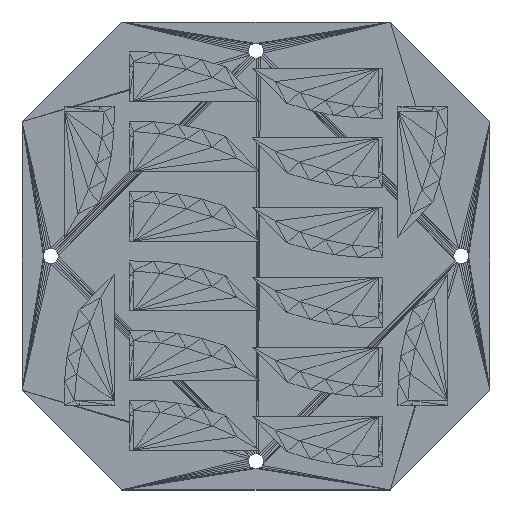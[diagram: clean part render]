
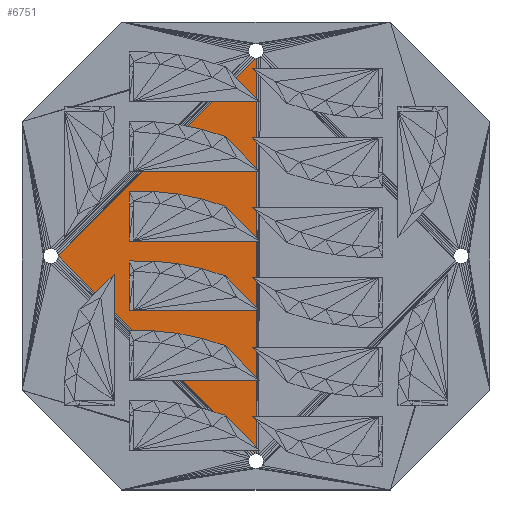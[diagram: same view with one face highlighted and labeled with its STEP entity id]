
A CAD part, top view. The second image highlights one B-rep face of the part: STEP entity #6751.
In plain terms, the highlighted planar face has unit normal (0, 0, 1).
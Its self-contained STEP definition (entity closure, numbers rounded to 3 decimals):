
#5022 = VERTEX_POINT('',#5023);
#5023 = CARTESIAN_POINT('',(-6.396,36.75,2.5));
#5169 = PLANE('',#5170);
#5170 = AXIS2_PLACEMENT_3D('',#5171,#5172,#5173);
#5171 = CARTESIAN_POINT('',(-6.86,36.823,2.5));
#5172 = DIRECTION('',(0.,0.,-1.));
#5173 = DIRECTION('',(-1.,0.,0.));
#6155 = PLANE('',#6156);
#6156 = AXIS2_PLACEMENT_3D('',#6157,#6158,#6159);
#6157 = CARTESIAN_POINT('',(-5.933,-42.723,2.5));
#6158 = DIRECTION('',(0.,0.,-1.));
#6159 = DIRECTION('',(-1.,0.,0.));
#6552 = EDGE_CURVE('',#5022,#6553,#6555,.T.);
#6553 = VERTEX_POINT('',#6554);
#6554 = CARTESIAN_POINT('',(-6.396,-42.65,2.5));
#6555 = SURFACE_CURVE('',#6556,(#6560,#6567),.PCURVE_S1.);
#6556 = LINE('',#6557,#6558);
#6557 = CARTESIAN_POINT('',(-6.396,36.75,2.5));
#6558 = VECTOR('',#6559,1.);
#6559 = DIRECTION('',(0.,-1.,0.));
#6560 = PCURVE('',#6155,#6561);
#6561 = DEFINITIONAL_REPRESENTATION('',(#6562),#6566);
#6562 = LINE('',#6563,#6564);
#6563 = CARTESIAN_POINT('',(0.464,79.473));
#6564 = VECTOR('',#6565,1.);
#6565 = DIRECTION('',(0.,-1.));
#6566 = ( GEOMETRIC_REPRESENTATION_CONTEXT(2) 
PARAMETRIC_REPRESENTATION_CONTEXT() REPRESENTATION_CONTEXT('2D SPACE',''
  ) );
#6567 = PCURVE('',#6568,#6573);
#6568 = PLANE('',#6569);
#6569 = AXIS2_PLACEMENT_3D('',#6570,#6571,#6572);
#6570 = CARTESIAN_POINT('',(-46.096,-2.95,2.5));
#6571 = DIRECTION('',(0.,0.,-1.));
#6572 = DIRECTION('',(-1.,0.,0.));
#6573 = DEFINITIONAL_REPRESENTATION('',(#6574),#6577);
#6574 = B_SPLINE_CURVE_WITH_KNOTS('',1,(#6575,#6576),.UNSPECIFIED.,.F.,
  .F.,(2,2),(0.,79.4),.PIECEWISE_BEZIER_KNOTS.);
#6575 = CARTESIAN_POINT('',(-39.7,39.7));
#6576 = CARTESIAN_POINT('',(-39.7,-39.7));
#6577 = ( GEOMETRIC_REPRESENTATION_CONTEXT(2) 
PARAMETRIC_REPRESENTATION_CONTEXT() REPRESENTATION_CONTEXT('2D SPACE',''
  ) );
#6751 = ADVANCED_FACE('',(#6752),#6568,.F.);
#6752 = FACE_BOUND('',#6753,.T.);
#6753 = EDGE_LOOP('',(#6754,#6781,#6782));
#6754 = ORIENTED_EDGE('',*,*,#6755,.T.);
#6755 = EDGE_CURVE('',#6756,#6553,#6758,.T.);
#6756 = VERTEX_POINT('',#6757);
#6757 = CARTESIAN_POINT('',(-46.096,-2.95,2.5));
#6758 = SURFACE_CURVE('',#6759,(#6763,#6770),.PCURVE_S1.);
#6759 = LINE('',#6760,#6761);
#6760 = CARTESIAN_POINT('',(-46.096,-2.95,2.5));
#6761 = VECTOR('',#6762,1.);
#6762 = DIRECTION('',(0.707,-0.707,0.));
#6763 = PCURVE('',#6568,#6764);
#6764 = DEFINITIONAL_REPRESENTATION('',(#6765),#6769);
#6765 = LINE('',#6766,#6767);
#6766 = CARTESIAN_POINT('',(0.,0.));
#6767 = VECTOR('',#6768,1.);
#6768 = DIRECTION('',(-0.707,-0.707));
#6769 = ( GEOMETRIC_REPRESENTATION_CONTEXT(2) 
PARAMETRIC_REPRESENTATION_CONTEXT() REPRESENTATION_CONTEXT('2D SPACE',''
  ) );
#6770 = PCURVE('',#6771,#6776);
#6771 = PLANE('',#6772);
#6772 = AXIS2_PLACEMENT_3D('',#6773,#6774,#6775);
#6773 = CARTESIAN_POINT('',(-6.396,-42.65,2.5));
#6774 = DIRECTION('',(0.,0.,-1.));
#6775 = DIRECTION('',(-1.,0.,0.));
#6776 = DEFINITIONAL_REPRESENTATION('',(#6777),#6780);
#6777 = B_SPLINE_CURVE_WITH_KNOTS('',1,(#6778,#6779),.UNSPECIFIED.,.F.,
  .F.,(2,2),(0.,56.144),.PIECEWISE_BEZIER_KNOTS.);
#6778 = CARTESIAN_POINT('',(39.7,39.7));
#6779 = CARTESIAN_POINT('',(0.,0.));
#6780 = ( GEOMETRIC_REPRESENTATION_CONTEXT(2) 
PARAMETRIC_REPRESENTATION_CONTEXT() REPRESENTATION_CONTEXT('2D SPACE',''
  ) );
#6781 = ORIENTED_EDGE('',*,*,#6552,.F.);
#6782 = ORIENTED_EDGE('',*,*,#6783,.T.);
#6783 = EDGE_CURVE('',#5022,#6756,#6784,.T.);
#6784 = SURFACE_CURVE('',#6785,(#6789,#6796),.PCURVE_S1.);
#6785 = LINE('',#6786,#6787);
#6786 = CARTESIAN_POINT('',(-6.396,36.75,2.5));
#6787 = VECTOR('',#6788,1.);
#6788 = DIRECTION('',(-0.707,-0.707,0.));
#6789 = PCURVE('',#6568,#6790);
#6790 = DEFINITIONAL_REPRESENTATION('',(#6791),#6795);
#6791 = LINE('',#6792,#6793);
#6792 = CARTESIAN_POINT('',(-39.7,39.7));
#6793 = VECTOR('',#6794,1.);
#6794 = DIRECTION('',(0.707,-0.707));
#6795 = ( GEOMETRIC_REPRESENTATION_CONTEXT(2) 
PARAMETRIC_REPRESENTATION_CONTEXT() REPRESENTATION_CONTEXT('2D SPACE',''
  ) );
#6796 = PCURVE('',#5169,#6797);
#6797 = DEFINITIONAL_REPRESENTATION('',(#6798),#6801);
#6798 = B_SPLINE_CURVE_WITH_KNOTS('',1,(#6799,#6800),.UNSPECIFIED.,.F.,
  .F.,(2,2),(0.,56.144),.PIECEWISE_BEZIER_KNOTS.);
#6799 = CARTESIAN_POINT('',(-0.464,-0.073));
#6800 = CARTESIAN_POINT('',(39.236,-39.773));
#6801 = ( GEOMETRIC_REPRESENTATION_CONTEXT(2) 
PARAMETRIC_REPRESENTATION_CONTEXT() REPRESENTATION_CONTEXT('2D SPACE',''
  ) );
